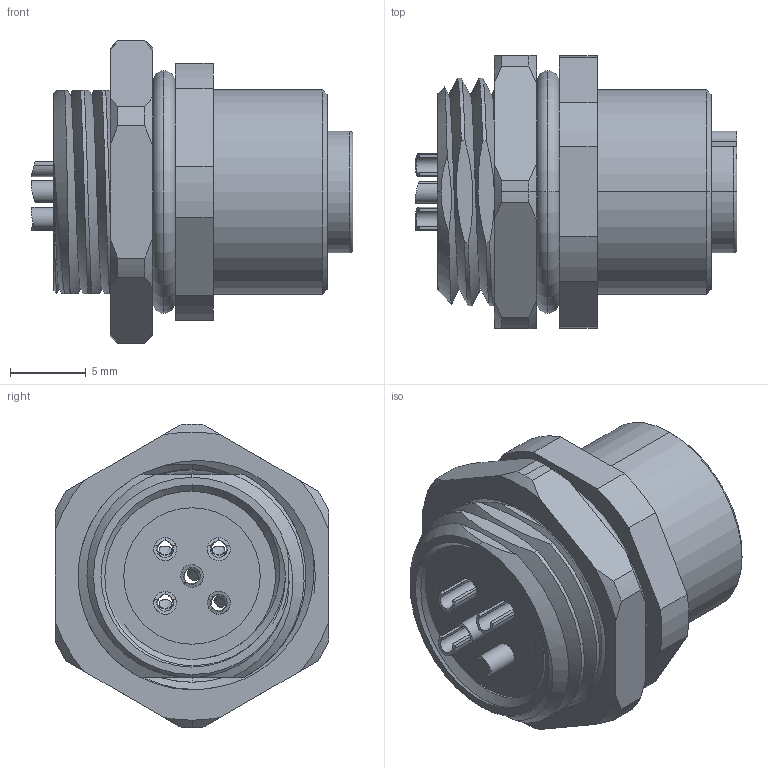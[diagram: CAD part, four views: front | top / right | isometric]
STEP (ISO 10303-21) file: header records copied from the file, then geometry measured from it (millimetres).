
FILE_DESCRIPTION (( 'STEP AP203' ), '1' );
FILE_NAME ('54-00348_revA.STEP', '2023-05-19T15:53:37', ( '' ), ( '' ), 'SwSTEP 2.0', 'SolidWorks 2021', '' );
FILE_SCHEMA (( 'CONFIG_CONTROL_DESIGN' ));
Length unit declared in the file: millimetre
Products named in the file (7): 54-00348_revA; 54-00348-04___; 54-00348-02___; 54-00348-05___; 54-00348-03___; 54-00348-06___; 54-00348-01___
Assembly tree (10 placements, depth 2):
  54-00348_revA
    54-00348-01___
    54-00348-02___
    54-00348-03___  x5
    54-00348-06___
    54-00348-05___
    54-00348-04___
Bounding box: 21.2 x 18 x 20 mm (x, y, z)
Volume: 2768.6 mm3; surface area: 5742.3 mm2
Topology: 11 solids, 11 shells, 623 faces, 1601 edges, 1017 vertices
Faces by surface type: cylinder 222, plane 183, torus 101, cone 78, bspline 39
Entity records: 12888 total; most frequent: CARTESIAN_POINT 5459, ORIENTED_EDGE 1466, DIRECTION 1314, EDGE_CURVE 733, AXIS2_PLACEMENT_3D 527, VERTEX_POINT 473, EDGE_LOOP 314, ADVANCED_FACE 283
